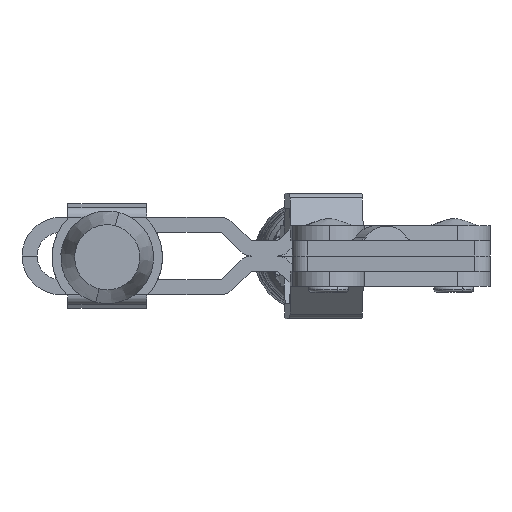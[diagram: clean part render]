
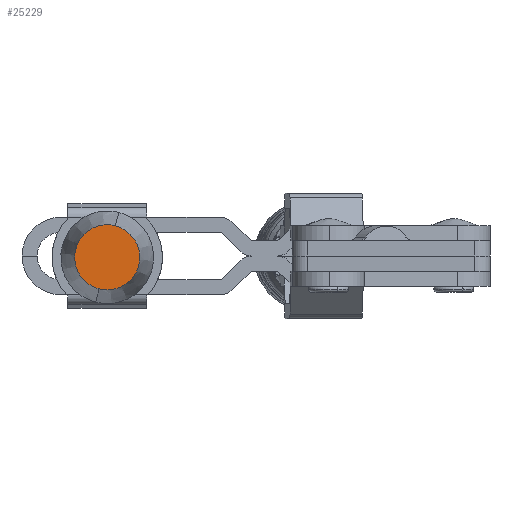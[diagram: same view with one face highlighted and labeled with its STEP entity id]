
A CAD part, front view. The second image highlights one B-rep face of the part: STEP entity #25229.
In plain terms, the highlighted face is planar.
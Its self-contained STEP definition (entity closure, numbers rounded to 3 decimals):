
#2598 = DIRECTION ( 'NONE',  ( 0., 0., 1. ) ) ;
#3107 = CARTESIAN_POINT ( 'NONE',  ( 0., 0., -8.5 ) ) ;
#5726 = DIRECTION ( 'NONE',  ( 0., -1., 0. ) ) ;
#6095 = VERTEX_POINT ( 'NONE', #7933 ) ;
#7256 = VERTEX_POINT ( 'NONE', #13855 ) ;
#7933 = CARTESIAN_POINT ( 'NONE',  ( 0., -6.5, -8.5 ) ) ;
#9515 = CARTESIAN_POINT ( 'NONE',  ( 0., 0., -8.5 ) ) ;
#10076 = EDGE_CURVE ( 'NONE', #7256, #6095, #23616, .T. ) ;
#10264 = ORIENTED_EDGE ( 'NONE', *, *, #10076, .F. ) ;
#12142 = DIRECTION ( 'NONE',  ( 0., 0., -1. ) ) ;
#13204 = FACE_OUTER_BOUND ( 'NONE', #17000, .T. ) ;
#13855 = CARTESIAN_POINT ( 'NONE',  ( 0., 6.5, -8.5 ) ) ;
#17000 = EDGE_LOOP ( 'NONE', ( #18550, #10264 ) ) ;
#17961 = CIRCLE ( 'NONE', #32079, 6.5 ) ;
#18311 = CARTESIAN_POINT ( 'NONE',  ( 0., 0., -8.5 ) ) ;
#18550 = ORIENTED_EDGE ( 'NONE', *, *, #29667, .F. ) ;
#20938 = DIRECTION ( 'NONE',  ( 0., -1., 0. ) ) ;
#21462 = DIRECTION ( 'NONE',  ( 0., 0., 1. ) ) ;
#23616 = CIRCLE ( 'NONE', #32620, 6.5 ) ;
#25198 = PLANE ( 'NONE',  #26901 ) ;
#25229 = ADVANCED_FACE ( 'NONE', ( #13204 ), #25198, .T. ) ;
#26901 = AXIS2_PLACEMENT_3D ( 'NONE', #9515, #12142, #30510 ) ;
#29667 = EDGE_CURVE ( 'NONE', #6095, #7256, #17961, .T. ) ;
#30510 = DIRECTION ( 'NONE',  ( 0., 1., 0. ) ) ;
#32079 = AXIS2_PLACEMENT_3D ( 'NONE', #3107, #21462, #5726 ) ;
#32620 = AXIS2_PLACEMENT_3D ( 'NONE', #18311, #2598, #20938 ) ;
